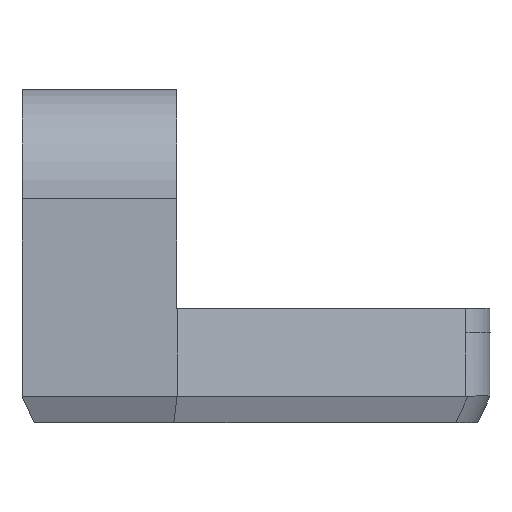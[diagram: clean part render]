
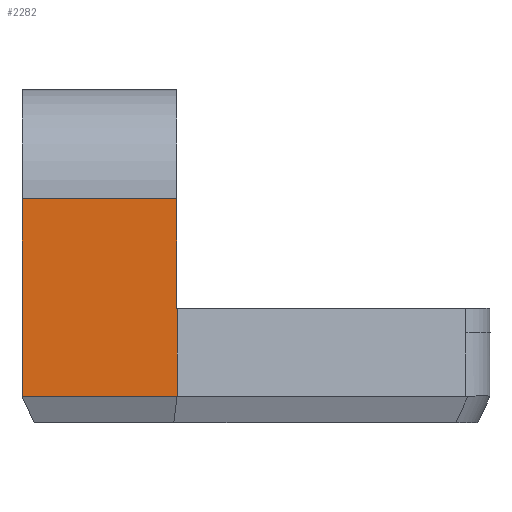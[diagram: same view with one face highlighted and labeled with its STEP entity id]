
A CAD part, left-side view. The second image highlights one B-rep face of the part: STEP entity #2282.
In plain terms, the highlighted face is planar.
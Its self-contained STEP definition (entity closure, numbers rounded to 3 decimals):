
#280=FACE_OUTER_BOUND('',#402,.T.);
#402=EDGE_LOOP('',(#1956,#1957,#1958,#1959,#1960,#1961,#1962,#1963));
#439=LINE('',#3215,#667);
#460=LINE('',#3266,#688);
#527=LINE('',#3466,#755);
#534=LINE('',#3494,#762);
#535=LINE('',#3496,#763);
#631=LINE('',#3824,#859);
#632=LINE('',#3826,#860);
#633=LINE('',#3827,#861);
#667=VECTOR('',#2557,10.);
#688=VECTOR('',#2592,10.);
#755=VECTOR('',#2775,10.);
#762=VECTOR('',#2800,10.);
#763=VECTOR('',#2803,10.);
#859=VECTOR('',#3089,10.);
#860=VECTOR('',#3090,10.);
#861=VECTOR('',#3091,10.);
#895=VERTEX_POINT('',#3212);
#896=VERTEX_POINT('',#3214);
#918=VERTEX_POINT('',#3263);
#919=VERTEX_POINT('',#3265);
#991=VERTEX_POINT('',#3464);
#997=VERTEX_POINT('',#3492);
#1090=VERTEX_POINT('',#3823);
#1091=VERTEX_POINT('',#3825);
#1115=EDGE_CURVE('',#896,#895,#439,.T.);
#1142=EDGE_CURVE('',#918,#919,#460,.T.);
#1242=EDGE_CURVE('',#991,#918,#527,.T.);
#1254=EDGE_CURVE('',#991,#997,#534,.T.);
#1255=EDGE_CURVE('',#896,#997,#535,.T.);
#1405=EDGE_CURVE('',#1090,#895,#631,.T.);
#1406=EDGE_CURVE('',#1090,#1091,#632,.T.);
#1407=EDGE_CURVE('',#1091,#919,#633,.T.);
#1956=ORIENTED_EDGE('',*,*,#1115,.T.);
#1957=ORIENTED_EDGE('',*,*,#1405,.F.);
#1958=ORIENTED_EDGE('',*,*,#1406,.T.);
#1959=ORIENTED_EDGE('',*,*,#1407,.T.);
#1960=ORIENTED_EDGE('',*,*,#1142,.F.);
#1961=ORIENTED_EDGE('',*,*,#1242,.F.);
#1962=ORIENTED_EDGE('',*,*,#1254,.T.);
#1963=ORIENTED_EDGE('',*,*,#1255,.F.);
#2176=PLANE('',#2498);
#2282=ADVANCED_FACE('',(#280),#2176,.T.);
#2498=AXIS2_PLACEMENT_3D('',#3822,#3087,#3088);
#2557=DIRECTION('',(0.,0.,-1.));
#2592=DIRECTION('',(1.,0.,0.));
#2775=DIRECTION('',(0.,0.,-1.));
#2800=DIRECTION('',(-1.,0.,0.));
#2803=DIRECTION('',(0.,0.,1.));
#3087=DIRECTION('center_axis',(0.,-1.,0.));
#3088=DIRECTION('ref_axis',(0.,0.,-1.));
#3089=DIRECTION('',(-1.,0.,0.));
#3090=DIRECTION('',(0.,0.,1.));
#3091=DIRECTION('',(0.,0.,1.));
#3212=CARTESIAN_POINT('',(130.914,-90.057,-13.227));
#3214=CARTESIAN_POINT('',(130.914,-90.057,-9.599));
#3215=CARTESIAN_POINT('',(130.914,-90.057,-9.092));
#3263=CARTESIAN_POINT('',(137.279,-90.057,-9.599));
#3265=CARTESIAN_POINT('',(137.285,-90.057,-9.599));
#3266=CARTESIAN_POINT('',(135.351,-90.057,-9.599));
#3464=CARTESIAN_POINT('',(137.279,-90.057,-5.099));
#3466=CARTESIAN_POINT('',(137.279,-90.057,-5.099));
#3492=CARTESIAN_POINT('',(130.914,-90.057,-5.099));
#3494=CARTESIAN_POINT('',(137.279,-90.057,-5.099));
#3496=CARTESIAN_POINT('',(130.914,-90.057,-5.099));
#3822=CARTESIAN_POINT('Origin',(130.177,-90.057,-16.403));
#3823=CARTESIAN_POINT('',(137.285,-90.057,-13.227));
#3824=CARTESIAN_POINT('',(135.958,-90.057,-13.227));
#3825=CARTESIAN_POINT('',(137.285,-90.057,-10.599));
#3826=CARTESIAN_POINT('',(137.285,-90.057,-15.351));
#3827=CARTESIAN_POINT('',(137.285,-90.057,-10.599));
